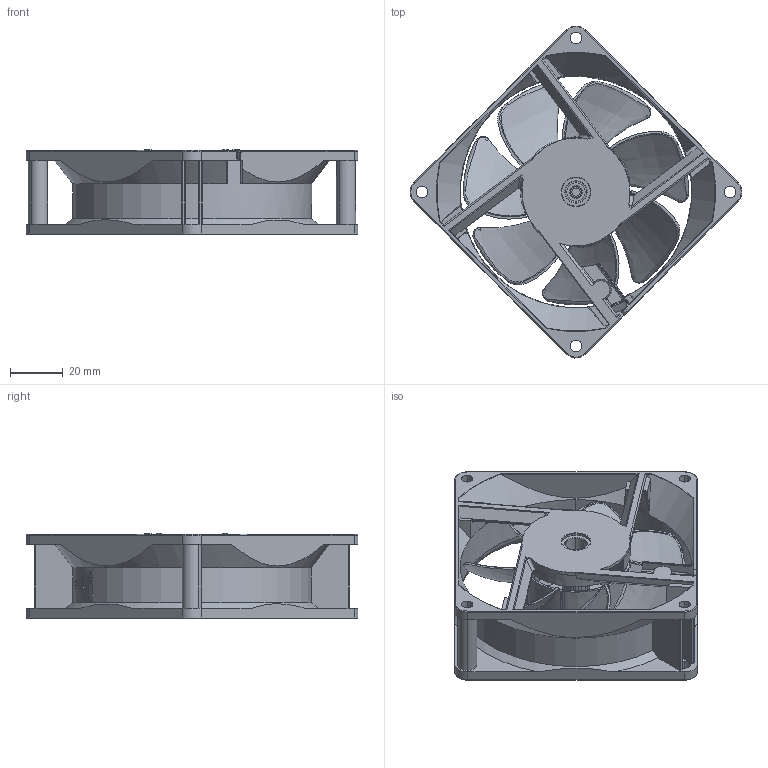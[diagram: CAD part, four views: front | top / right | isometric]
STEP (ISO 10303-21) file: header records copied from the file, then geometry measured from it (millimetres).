
FILE_DESCRIPTION((''),'2;1');
FILE_NAME('ASM0002_ASM','2019-12-12T',('Administrator'),(''),'PRO/ENGINEER BY PARAMETRIC TECHNOLOGY CORPORATION, 2009440','PRO/ENGINEER BY PARAMETRIC TECHNOLOGY CORPORATION, 2009440','');
FILE_SCHEMA(('CONFIG_CONTROL_DESIGN'));
Products named in the file (3): FS-1; PRT0001; ASM0002_ASM
Assembly tree (2 placements, depth 2):
  ASM0002_ASM
    FS-1
    PRT0001
Bounding box: 125.97 x 125.93 x 32.29 mm (x, y, z)
Volume: 46689 mm3; surface area: 55309 mm2
Topology: 2 solids, 2 shells, 922 faces, 2545 edges, 1618 vertices
Faces by surface type: bspline 281, plane 263, cylinder 219, torus 76, cone 47, extrusion 35, revolution 1
Entity records: 51693 total; most frequent: CARTESIAN_POINT 30512, ORIENTED_EDGE 5030, DIRECTION 3578, EDGE_CURVE 2515, VERTEX_POINT 1618, AXIS2_PLACEMENT_3D 1379, B_SPLINE_CURVE_WITH_KNOTS 998, EDGE_LOOP 971
